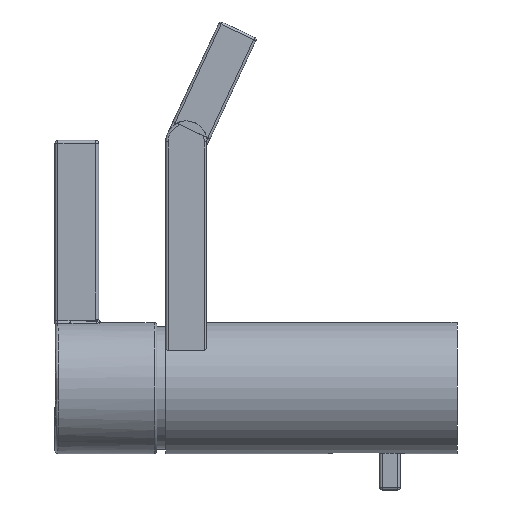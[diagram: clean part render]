
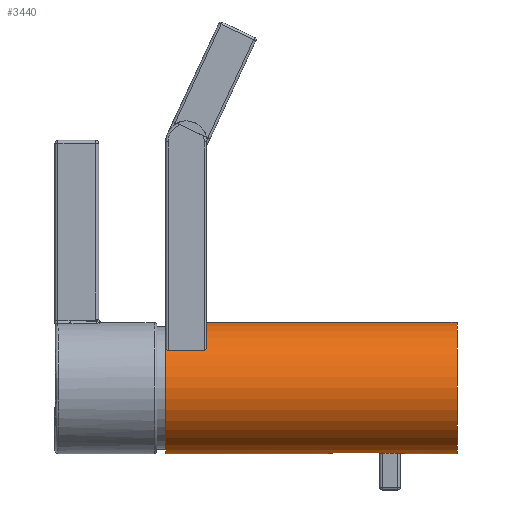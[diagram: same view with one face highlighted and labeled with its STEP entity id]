
A CAD part, left-side view. The second image highlights one B-rep face of the part: STEP entity #3440.
In plain terms, the highlighted cylindrical face has radius 22.5 mm (diameter 45 mm), a partial arc.
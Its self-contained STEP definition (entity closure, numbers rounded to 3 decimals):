
#23 = DIRECTION ( 'NONE',  ( 0., 1., 0. ) ) ;
#44 = DIRECTION ( 'NONE',  ( 0., 0., -1. ) ) ;
#54 = ORIENTED_EDGE ( 'NONE', *, *, #4532, .T. ) ;
#110 = B_SPLINE_CURVE_WITH_KNOTS ( 'NONE', 3,
 ( #1650, #137, #4296, #1979, #1677, #4249, #3187, #4692, #1600, #4669, #1274, #3924, #3086, #922, #1572, #4612, #3949, #3484 ),
 .UNSPECIFIED., .F., .F.,
 ( 4, 2, 2, 2, 2, 2, 2, 2, 4 ),
 ( 0.005, 0.006, 0.006, 0.007, 0.008, 0.008, 0.009, 0.01, 0.01 ),
 .UNSPECIFIED. ) ;
#137 = CARTESIAN_POINT ( 'NONE',  ( -0.212, 17.75, -22.5 ) ) ;
#147 = CIRCLE ( 'NONE', #3179, 22.5 ) ;
#413 = CARTESIAN_POINT ( 'NONE',  ( -2.82, 42.629, -22.323 ) ) ;
#417 = DIRECTION ( 'NONE',  ( 0., 0., -1. ) ) ;
#435 = EDGE_CURVE ( 'NONE', #1067, #2348, #1819, .T. ) ;
#441 = CARTESIAN_POINT ( 'NONE',  ( 0., 0., 0. ) ) ;
#464 = CYLINDRICAL_SURFACE ( 'NONE', #1926, 22.5 ) ;
#502 = EDGE_CURVE ( 'NONE', #627, #2124, #4257, .T. ) ;
#542 = CARTESIAN_POINT ( 'NONE',  ( 0., 44.25, -22.5 ) ) ;
#627 = VERTEX_POINT ( 'NONE', #2694 ) ;
#679 = EDGE_CURVE ( 'NONE', #2124, #3603, #3324, .T. ) ;
#741 = CARTESIAN_POINT ( 'NONE',  ( -3.083, 42.049, -22.288 ) ) ;
#770 = EDGE_CURVE ( 'NONE', #4662, #627, #110, .T. ) ;
#794 = CARTESIAN_POINT ( 'NONE',  ( 0., 44.25, -22.5 ) ) ;
#826 = CARTESIAN_POINT ( 'NONE',  ( 0., 0., -22.5 ) ) ;
#848 = CARTESIAN_POINT ( 'NONE',  ( 0., 0., 0. ) ) ;
#905 = CARTESIAN_POINT ( 'NONE',  ( 0., 0., 22.5 ) ) ;
#922 = CARTESIAN_POINT ( 'NONE',  ( -3.083, 19.951, -22.288 ) ) ;
#1067 = VERTEX_POINT ( 'NONE', #4529 ) ;
#1142 = CARTESIAN_POINT ( 'NONE',  ( -2.147, 43.449, -22.398 ) ) ;
#1274 = CARTESIAN_POINT ( 'NONE',  ( -2.583, 19.016, -22.352 ) ) ;
#1279 = ORIENTED_EDGE ( 'NONE', *, *, #502, .F. ) ;
#1400 = EDGE_LOOP ( 'NONE', ( #3052, #2505, #54, #1761, #1279, #1865, #4288, #2304 ) ) ;
#1451 = CARTESIAN_POINT ( 'NONE',  ( -1.628, 43.821, -22.442 ) ) ;
#1534 = DIRECTION ( 'NONE',  ( 0., 0., -1. ) ) ;
#1572 = CARTESIAN_POINT ( 'NONE',  ( -3.145, 20.153, -22.279 ) ) ;
#1600 = CARTESIAN_POINT ( 'NONE',  ( -2.146, 18.55, -22.398 ) ) ;
#1650 = CARTESIAN_POINT ( 'NONE',  ( 0., 17.75, -22.5 ) ) ;
#1677 = CARTESIAN_POINT ( 'NONE',  ( -1.047, 17.916, -22.476 ) ) ;
#1715 = CARTESIAN_POINT ( 'NONE',  ( 0., 0., -22.5 ) ) ;
#1761 = ORIENTED_EDGE ( 'NONE', *, *, #679, .F. ) ;
#1819 = CIRCLE ( 'NONE', #4603, 22.5 ) ;
#1852 = CARTESIAN_POINT ( 'NONE',  ( -2.447, 43.149, -22.367 ) ) ;
#1865 = ORIENTED_EDGE ( 'NONE', *, *, #770, .F. ) ;
#1905 = VECTOR ( 'NONE', #23, 1000. ) ;
#1926 = AXIS2_PLACEMENT_3D ( 'NONE', #848, #3517, #417 ) ;
#1928 = CARTESIAN_POINT ( 'NONE',  ( -0.423, 44.229, -22.497 ) ) ;
#1930 = CARTESIAN_POINT ( 'NONE',  ( 0., 0., -22.5 ) ) ;
#1947 = EDGE_CURVE ( 'NONE', #2117, #2910, #147, .T. ) ;
#1979 = CARTESIAN_POINT ( 'NONE',  ( -0.844, 17.854, -22.485 ) ) ;
#1987 = DIRECTION ( 'NONE',  ( 0., -1., 0. ) ) ;
#2031 = CARTESIAN_POINT ( 'NONE',  ( 0., 100., -22.5 ) ) ;
#2117 = VERTEX_POINT ( 'NONE', #905 ) ;
#2124 = VERTEX_POINT ( 'NONE', #2442 ) ;
#2240 = CARTESIAN_POINT ( 'NONE',  ( 0., 100., 0. ) ) ;
#2257 = CARTESIAN_POINT ( 'NONE',  ( -2.584, 42.982, -22.351 ) ) ;
#2278 = CARTESIAN_POINT ( 'NONE',  ( -1.44, 43.921, -22.455 ) ) ;
#2303 = LINE ( 'NONE', #826, #2725 ) ;
#2304 = ORIENTED_EDGE ( 'NONE', *, *, #1947, .F. ) ;
#2332 = FACE_OUTER_BOUND ( 'NONE', #1400, .T. ) ;
#2348 = VERTEX_POINT ( 'NONE', #2031 ) ;
#2427 = CARTESIAN_POINT ( 'NONE',  ( 0., 0., 22.5 ) ) ;
#2442 = CARTESIAN_POINT ( 'NONE',  ( -3.25, 41., -22.264 ) ) ;
#2505 = ORIENTED_EDGE ( 'NONE', *, *, #435, .T. ) ;
#2603 = CARTESIAN_POINT ( 'NONE',  ( -2.92, 42.443, -22.31 ) ) ;
#2652 = DIRECTION ( 'NONE',  ( 0., -1., 0. ) ) ;
#2694 = CARTESIAN_POINT ( 'NONE',  ( -3.25, 21., -22.264 ) ) ;
#2725 = VECTOR ( 'NONE', #3820, 1000. ) ;
#2760 = CARTESIAN_POINT ( 'NONE',  ( -3.25, 0., -22.264 ) ) ;
#2766 = DIRECTION ( 'NONE',  ( 0., -1., 0. ) ) ;
#2910 = VERTEX_POINT ( 'NONE', #1715 ) ;
#2971 = CARTESIAN_POINT ( 'NONE',  ( 0., 17.75, -22.5 ) ) ;
#3020 = CARTESIAN_POINT ( 'NONE',  ( -0.212, 44.25, -22.5 ) ) ;
#3052 = ORIENTED_EDGE ( 'NONE', *, *, #4685, .F. ) ;
#3063 = CARTESIAN_POINT ( 'NONE',  ( -1.984, 43.583, -22.413 ) ) ;
#3086 = CARTESIAN_POINT ( 'NONE',  ( -2.92, 19.558, -22.31 ) ) ;
#3179 = AXIS2_PLACEMENT_3D ( 'NONE', #441, #1987, #44 ) ;
#3187 = CARTESIAN_POINT ( 'NONE',  ( -1.63, 18.181, -22.442 ) ) ;
#3324 = B_SPLINE_CURVE_WITH_KNOTS ( 'NONE', 3,
 ( #3462, #4118, #4563, #4170, #741, #2603, #413, #2257, #1852, #1142, #3063, #1451, #2278, #4882, #4191, #1928, #3020, #794 ),
 .UNSPECIFIED., .F., .F.,
 ( 4, 2, 2, 2, 2, 2, 2, 2, 4 ),
 ( 0., 0.001, 0.001, 0.002, 0.003, 0.003, 0.004, 0.004, 0.005 ),
 .UNSPECIFIED. ) ;
#3440 = ADVANCED_FACE ( 'NONE', ( #2332 ), #464, .T. ) ;
#3439 = LINE ( 'NONE', #1930, #3519 ) ;
#3462 = CARTESIAN_POINT ( 'NONE',  ( -3.25, 41., -22.264 ) ) ;
#3484 = CARTESIAN_POINT ( 'NONE',  ( -3.25, 21., -22.264 ) ) ;
#3487 = EDGE_CURVE ( 'NONE', #4662, #2910, #2303, .T. ) ;
#3517 = DIRECTION ( 'NONE',  ( 0., -1., 0. ) ) ;
#3519 = VECTOR ( 'NONE', #2652, 1000. ) ;
#3603 = VERTEX_POINT ( 'NONE', #542 ) ;
#3750 = DIRECTION ( 'NONE',  ( 0., -1., 0. ) ) ;
#3820 = DIRECTION ( 'NONE',  ( 0., -1., 0. ) ) ;
#3886 = LINE ( 'NONE', #2427, #4726 ) ;
#3924 = CARTESIAN_POINT ( 'NONE',  ( -2.818, 19.368, -22.323 ) ) ;
#3949 = CARTESIAN_POINT ( 'NONE',  ( -3.25, 20.785, -22.264 ) ) ;
#4118 = CARTESIAN_POINT ( 'NONE',  ( -3.25, 41.215, -22.264 ) ) ;
#4170 = CARTESIAN_POINT ( 'NONE',  ( -3.146, 41.842, -22.279 ) ) ;
#4191 = CARTESIAN_POINT ( 'NONE',  ( -0.843, 44.146, -22.485 ) ) ;
#4249 = CARTESIAN_POINT ( 'NONE',  ( -1.441, 18.079, -22.455 ) ) ;
#4257 = LINE ( 'NONE', #2760, #1905 ) ;
#4288 = ORIENTED_EDGE ( 'NONE', *, *, #3487, .T. ) ;
#4296 = CARTESIAN_POINT ( 'NONE',  ( -0.428, 17.771, -22.497 ) ) ;
#4529 = CARTESIAN_POINT ( 'NONE',  ( 0., 100., 22.5 ) ) ;
#4532 = EDGE_CURVE ( 'NONE', #2348, #3603, #3439, .T. ) ;
#4563 = CARTESIAN_POINT ( 'NONE',  ( -3.229, 41.427, -22.267 ) ) ;
#4603 = AXIS2_PLACEMENT_3D ( 'NONE', #2240, #3750, #1534 ) ;
#4612 = CARTESIAN_POINT ( 'NONE',  ( -3.228, 20.57, -22.267 ) ) ;
#4662 = VERTEX_POINT ( 'NONE', #2971 ) ;
#4669 = CARTESIAN_POINT ( 'NONE',  ( -2.449, 18.853, -22.367 ) ) ;
#4685 = EDGE_CURVE ( 'NONE', #1067, #2117, #3886, .T. ) ;
#4692 = CARTESIAN_POINT ( 'NONE',  ( -1.982, 18.416, -22.413 ) ) ;
#4726 = VECTOR ( 'NONE', #2766, 1000. ) ;
#4882 = CARTESIAN_POINT ( 'NONE',  ( -1.049, 44.083, -22.476 ) ) ;
